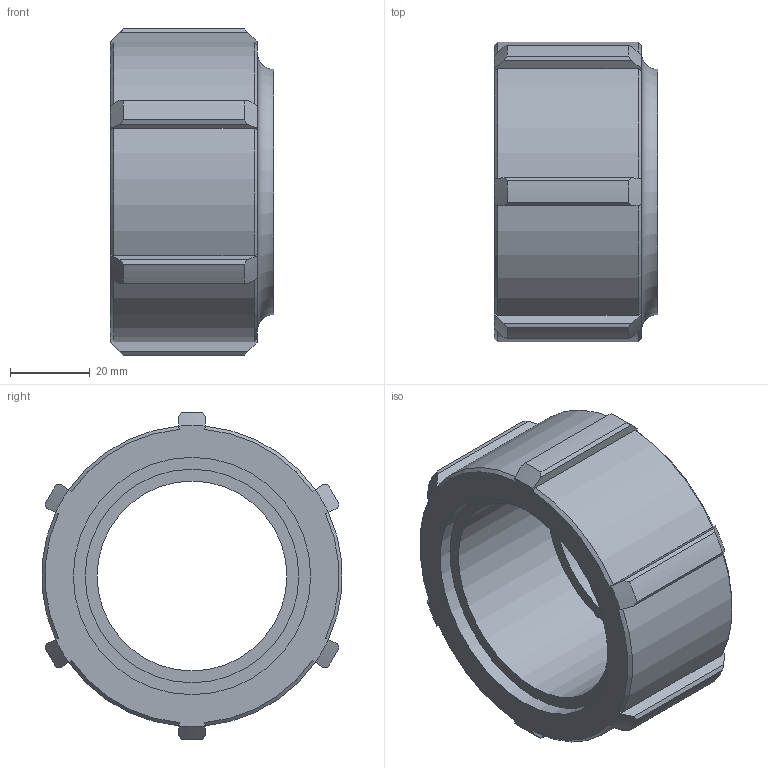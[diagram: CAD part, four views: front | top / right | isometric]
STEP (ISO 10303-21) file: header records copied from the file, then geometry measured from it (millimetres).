
FILE_DESCRIPTION(/* description */ ('PLASSON NUT FOR THREADED ADAPTOR 40'),/* implementation_level */ '2;1');
FILE_NAME(/* name */ '078946040.ipt.stp',/* time_stamp */ '2018-04-09T13:02:15+03:00',/* author */ ('KIM'),/* organization */ (''),/* preprocessor_version */ 'ST-DEVELOPER v15.6',/* originating_system */ 'Autodesk Inventor 2015',/* authorisation */ '');
FILE_SCHEMA (('AUTOMOTIVE_DESIGN { 1 0 10303 214 3 1 1 }'));
Length unit declared in the file: millimetre
Products named in the file (1): 078946040
Bounding box: 41 x 75.15 x 81.98 mm (x, y, z)
Volume: 90764.9 mm3; surface area: 22619.1 mm2
Topology: 1 solids, 1 shells, 69 faces, 192 edges, 128 vertices
Faces by surface type: plane 29, cone 24, cylinder 15, torus 1
Full cylindrical faces by diameter (mm): 47.6 x1, 53.55 x1, 59.5 x1
Entity records: 2206 total; most frequent: CARTESIAN_POINT 434, ORIENTED_EDGE 376, DIRECTION 360, EDGE_CURVE 188, VERTEX_POINT 128, AXIS2_PLACEMENT_3D 126, LINE 108, VECTOR 108
